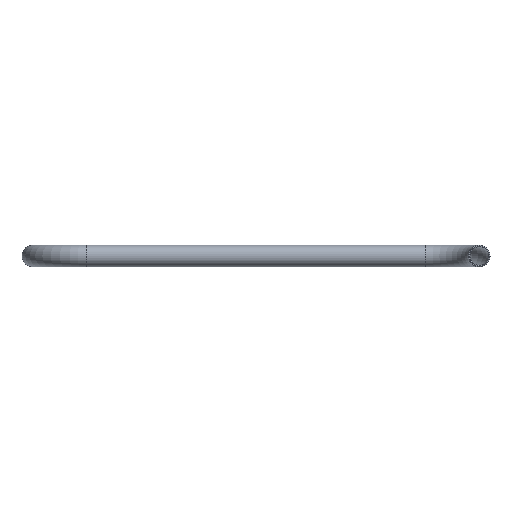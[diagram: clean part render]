
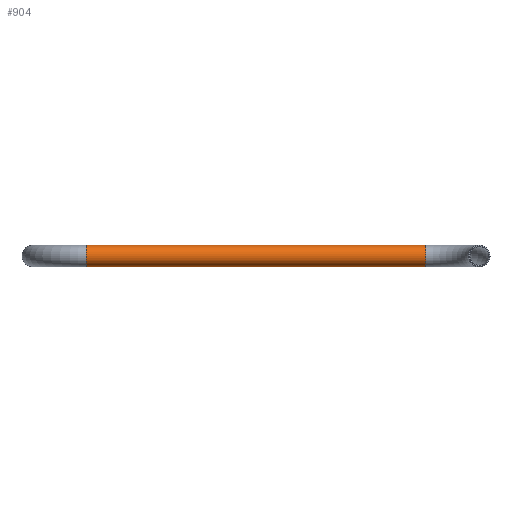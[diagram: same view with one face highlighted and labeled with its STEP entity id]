
A CAD part, front view. The second image highlights one B-rep face of the part: STEP entity #904.
In plain terms, the highlighted cylindrical face has radius 24.15 mm (diameter 48.3 mm), a full revolution.
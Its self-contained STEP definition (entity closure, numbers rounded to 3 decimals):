
#27 = DIRECTION ( 'NONE',  ( 0., 0., 1. ) ) ;
#50 = CARTESIAN_POINT ( 'NONE',  ( 120., -300., 0. ) ) ;
#112 = CARTESIAN_POINT ( 'NONE',  ( 880., -300., 0. ) ) ;
#335 = FACE_OUTER_BOUND ( 'NONE', #1159, .T. ) ;
#372 = CIRCLE ( 'NONE', #381, 24.15 ) ;
#381 = AXIS2_PLACEMENT_3D ( 'NONE', #112, #666, #27 ) ;
#447 = VERTEX_POINT ( 'NONE', #1008 ) ;
#487 = EDGE_CURVE ( 'NONE', #447, #447, #880, .T. ) ;
#541 = DIRECTION ( 'NONE',  ( 0., 1., 0. ) ) ;
#560 = CARTESIAN_POINT ( 'NONE',  ( 880., -300., 24.15 ) ) ;
#575 = CYLINDRICAL_SURFACE ( 'NONE', #854, 24.15 ) ;
#598 = DIRECTION ( 'NONE',  ( -1., 0., 0. ) ) ;
#609 = FACE_OUTER_BOUND ( 'NONE', #1027, .T. ) ;
#635 = EDGE_CURVE ( 'NONE', #1157, #1157, #372, .T. ) ;
#640 = DIRECTION ( 'NONE',  ( 1., 0., 0. ) ) ;
#666 = DIRECTION ( 'NONE',  ( -1., 0., 0. ) ) ;
#763 = ORIENTED_EDGE ( 'NONE', *, *, #635, .T. ) ;
#854 = AXIS2_PLACEMENT_3D ( 'NONE', #991, #640, #541 ) ;
#880 = CIRCLE ( 'NONE', #1122, 24.15 ) ;
#904 = ADVANCED_FACE ( 'NONE', ( #335, #609 ), #575, .T. ) ;
#922 = ORIENTED_EDGE ( 'NONE', *, *, #487, .F. ) ;
#991 = CARTESIAN_POINT ( 'NONE',  ( 120., -300., 0. ) ) ;
#1008 = CARTESIAN_POINT ( 'NONE',  ( 120., -300., 24.15 ) ) ;
#1027 = EDGE_LOOP ( 'NONE', ( #763 ) ) ;
#1122 = AXIS2_PLACEMENT_3D ( 'NONE', #50, #598, #1128 ) ;
#1128 = DIRECTION ( 'NONE',  ( 0., 0., 1. ) ) ;
#1157 = VERTEX_POINT ( 'NONE', #560 ) ;
#1159 = EDGE_LOOP ( 'NONE', ( #922 ) ) ;
